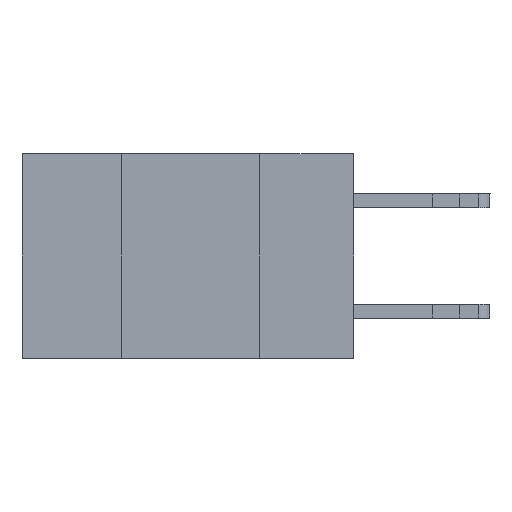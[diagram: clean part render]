
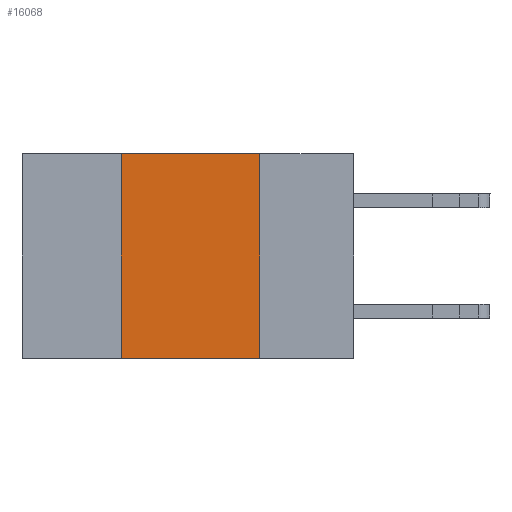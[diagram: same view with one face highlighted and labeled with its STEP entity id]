
A CAD part, left-side view. The second image highlights one B-rep face of the part: STEP entity #16068.
In plain terms, the highlighted planar face has unit normal (-1, 0, 0).
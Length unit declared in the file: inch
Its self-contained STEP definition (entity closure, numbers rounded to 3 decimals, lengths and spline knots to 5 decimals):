
#310 = ORIENTED_EDGE ( 'NONE', *, *, #9474, .T. ) ;
#1677 = ORIENTED_EDGE ( 'NONE', *, *, #1921, .F. ) ;
#1921 = EDGE_CURVE ( 'NONE', #6339, #21015, #24161, .T. ) ;
#1976 = ORIENTED_EDGE ( 'NONE', *, *, #25688, .F. ) ;
#3535 = CARTESIAN_POINT ( 'NONE',  ( 0., 0.42, 0. ) ) ;
#4242 = EDGE_LOOP ( 'NONE', ( #8918, #1976, #1677, #310 ) ) ;
#4340 = LINE ( 'NONE', #18205, #13787 ) ;
#5002 = DIRECTION ( 'NONE',  ( 0., -1., 0. ) ) ;
#5706 = VECTOR ( 'NONE', #5002, 39.37008 ) ;
#6112 = CARTESIAN_POINT ( 'NONE',  ( 0., 0.17, -0.37 ) ) ;
#6189 = DIRECTION ( 'NONE',  ( 0., 0., 1. ) ) ;
#6339 = VERTEX_POINT ( 'NONE', #18920 ) ;
#7735 = CARTESIAN_POINT ( 'NONE',  ( 0., 0.17, 0. ) ) ;
#8533 = VERTEX_POINT ( 'NONE', #7735 ) ;
#8918 = ORIENTED_EDGE ( 'NONE', *, *, #23096, .F. ) ;
#9042 = CARTESIAN_POINT ( 'NONE',  ( 0., 0.6, -0.37 ) ) ;
#9465 = CARTESIAN_POINT ( 'NONE',  ( 0., 0.6, 0. ) ) ;
#9474 = EDGE_CURVE ( 'NONE', #6339, #25305, #10792, .T. ) ;
#10792 = LINE ( 'NONE', #9042, #20970 ) ;
#12085 = DIRECTION ( 'NONE',  ( 0., 0., -1. ) ) ;
#12191 = FACE_OUTER_BOUND ( 'NONE', #4242, .T. ) ;
#13787 = VECTOR ( 'NONE', #20221, 39.37008 ) ;
#14547 = DIRECTION ( 'NONE',  ( 1., 0., 0. ) ) ;
#16068 = ADVANCED_FACE ( 'NONE', ( #12191 ), #26719, .F. ) ;
#17475 = DIRECTION ( 'NONE',  ( 0., -1., 0. ) ) ;
#18205 = CARTESIAN_POINT ( 'NONE',  ( 0., 0.17, 0. ) ) ;
#18920 = CARTESIAN_POINT ( 'NONE',  ( 0., 0.42, -0.37 ) ) ;
#20221 = DIRECTION ( 'NONE',  ( 0., 0., -1. ) ) ;
#20970 = VECTOR ( 'NONE', #17475, 39.37008 ) ;
#21015 = VERTEX_POINT ( 'NONE', #3535 ) ;
#22517 = CARTESIAN_POINT ( 'NONE',  ( 0., 0.6, 0. ) ) ;
#22707 = LINE ( 'NONE', #9465, #5706 ) ;
#23015 = AXIS2_PLACEMENT_3D ( 'NONE', #22517, #14547, #12085 ) ;
#23096 = EDGE_CURVE ( 'NONE', #8533, #25305, #4340, .T. ) ;
#24161 = LINE ( 'NONE', #25244, #26466 ) ;
#25244 = CARTESIAN_POINT ( 'NONE',  ( 0., 0.42, 0. ) ) ;
#25305 = VERTEX_POINT ( 'NONE', #6112 ) ;
#25688 = EDGE_CURVE ( 'NONE', #21015, #8533, #22707, .T. ) ;
#26466 = VECTOR ( 'NONE', #6189, 39.37008 ) ;
#26719 = PLANE ( 'NONE',  #23015 ) ;
